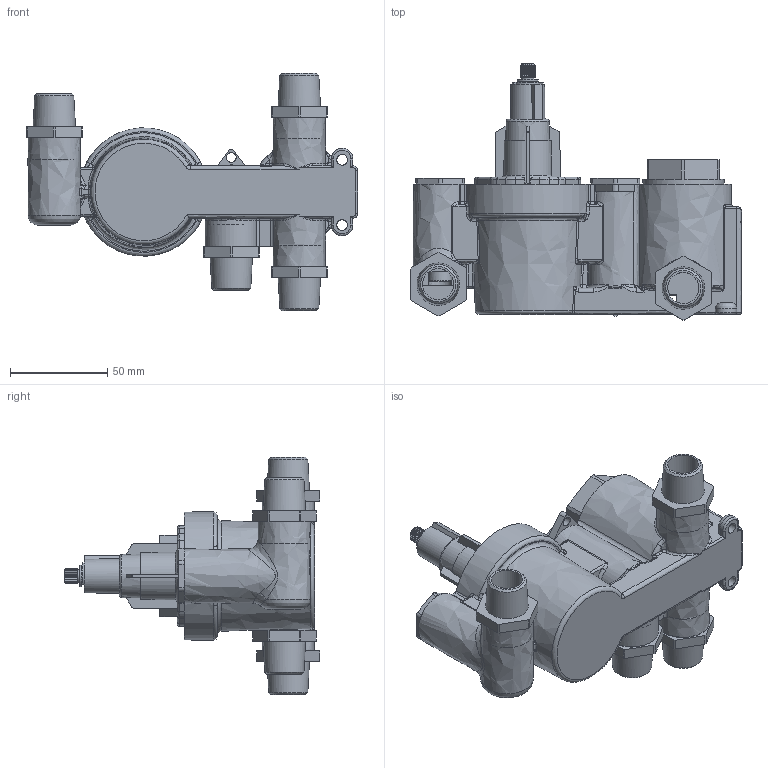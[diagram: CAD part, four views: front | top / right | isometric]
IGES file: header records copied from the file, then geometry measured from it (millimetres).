
Global section: file name: V111-AIS; native system: Autodesk Inventor 2018; preprocessor: unknown; author: rclarke; date: 20171201.094201; units: millimetre
Bounding box: 170.35 x 131.62 x 122.2 mm (x, y, z)
Volume: 371906.6 mm3; surface area: 177576 mm2
Topology: 28 solids, 33 shells, 1335 faces, 3431 edges, 2195 vertices
Faces by surface type: bspline 1335
